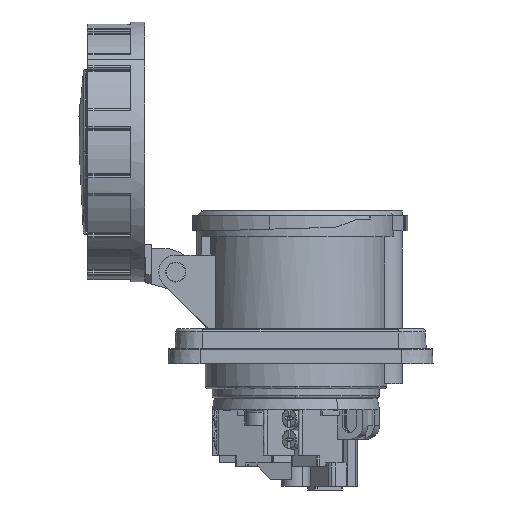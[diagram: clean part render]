
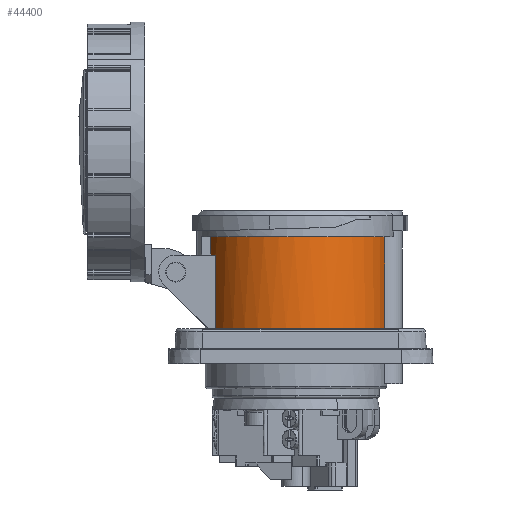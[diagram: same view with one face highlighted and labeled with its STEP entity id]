
A CAD part, left-side view. The second image highlights one B-rep face of the part: STEP entity #44400.
In plain terms, the highlighted cylindrical face has radius 38.5 mm (diameter 77 mm), a partial arc.
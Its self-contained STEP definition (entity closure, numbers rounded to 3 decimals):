
#296 = AXIS2_PLACEMENT_3D ( 'NONE', #1892, #9354, #1635 ) ;
#1501 = AXIS2_PLACEMENT_3D ( 'NONE', #18229, #5572, #47108 ) ;
#1635 = DIRECTION ( 'NONE',  ( 0., 1., 0. ) ) ;
#1892 = CARTESIAN_POINT ( 'NONE',  ( 0., 0., -49.624 ) ) ;
#2745 = VECTOR ( 'NONE', #35049, 1000. ) ;
#3761 = CARTESIAN_POINT ( 'NONE',  ( -13., 36.239, -18.374 ) ) ;
#4420 = ORIENTED_EDGE ( 'NONE', *, *, #19853, .T. ) ;
#4893 = LINE ( 'NONE', #51360, #52357 ) ;
#5572 = DIRECTION ( 'NONE',  ( 0., 0., 1. ) ) ;
#8159 = VERTEX_POINT ( 'NONE', #3761 ) ;
#9091 = CARTESIAN_POINT ( 'NONE',  ( 0., 0., -36.874 ) ) ;
#9354 = DIRECTION ( 'NONE',  ( 0., 0., 1. ) ) ;
#9429 = DIRECTION ( 'NONE',  ( 0., 1., 0. ) ) ;
#9720 = LINE ( 'NONE', #43298, #2745 ) ;
#9800 = ORIENTED_EDGE ( 'NONE', *, *, #25669, .T. ) ;
#11192 = CARTESIAN_POINT ( 'NONE',  ( -17.75, 34.164, -18.374 ) ) ;
#12463 = DIRECTION ( 'NONE',  ( 0., 0., -1. ) ) ;
#13398 = DIRECTION ( 'NONE',  ( 0., 0., -1. ) ) ;
#14302 = ORIENTED_EDGE ( 'NONE', *, *, #49232, .T. ) ;
#14669 = AXIS2_PLACEMENT_3D ( 'NONE', #9091, #43760, #22564 ) ;
#15904 = EDGE_CURVE ( 'NONE', #36946, #8159, #9720, .T. ) ;
#17877 = CYLINDRICAL_SURFACE ( 'NONE', #14669, 38.5 ) ;
#18229 = CARTESIAN_POINT ( 'NONE',  ( 0., 0., -18.374 ) ) ;
#19853 = EDGE_CURVE ( 'NONE', #25655, #41398, #35446, .T. ) ;
#21813 = CARTESIAN_POINT ( 'NONE',  ( 0., 0., -10.624 ) ) ;
#22356 = AXIS2_PLACEMENT_3D ( 'NONE', #21813, #12463, #9429 ) ;
#22564 = DIRECTION ( 'NONE',  ( 0., 1., 0. ) ) ;
#24470 = LINE ( 'NONE', #39291, #26106 ) ;
#25655 = VERTEX_POINT ( 'NONE', #38877 ) ;
#25669 = EDGE_CURVE ( 'NONE', #8159, #50262, #50693, .T. ) ;
#26106 = VECTOR ( 'NONE', #51093, 1000. ) ;
#27116 = EDGE_LOOP ( 'NONE', ( #32004, #4420, #27274, #14302, #36758, #9800 ) ) ;
#27274 = ORIENTED_EDGE ( 'NONE', *, *, #34554, .F. ) ;
#30278 = FACE_OUTER_BOUND ( 'NONE', #27116, .T. ) ;
#30335 = CARTESIAN_POINT ( 'NONE',  ( -7.987, -37.662, -10.624 ) ) ;
#31935 = CARTESIAN_POINT ( 'NONE',  ( -13., 36.239, -10.624 ) ) ;
#32004 = ORIENTED_EDGE ( 'NONE', *, *, #44752, .T. ) ;
#34554 = EDGE_CURVE ( 'NONE', #51584, #41398, #4893, .T. ) ;
#34705 = CIRCLE ( 'NONE', #22356, 38.5 ) ;
#35049 = DIRECTION ( 'NONE',  ( 0., 0., -1. ) ) ;
#35446 = CIRCLE ( 'NONE', #296, 38.5 ) ;
#36758 = ORIENTED_EDGE ( 'NONE', *, *, #15904, .T. ) ;
#36946 = VERTEX_POINT ( 'NONE', #31935 ) ;
#38877 = CARTESIAN_POINT ( 'NONE',  ( -17.75, 34.164, -49.624 ) ) ;
#39291 = CARTESIAN_POINT ( 'NONE',  ( -17.75, 34.164, -36.874 ) ) ;
#41398 = VERTEX_POINT ( 'NONE', #54181 ) ;
#43298 = CARTESIAN_POINT ( 'NONE',  ( -13., 36.239, -36.874 ) ) ;
#43760 = DIRECTION ( 'NONE',  ( 0., 0., 1. ) ) ;
#44400 = ADVANCED_FACE ( 'NONE', ( #30278 ), #17877, .T. ) ;
#44752 = EDGE_CURVE ( 'NONE', #50262, #25655, #24470, .T. ) ;
#47108 = DIRECTION ( 'NONE',  ( 0., 1., 0. ) ) ;
#49232 = EDGE_CURVE ( 'NONE', #51584, #36946, #34705, .T. ) ;
#50262 = VERTEX_POINT ( 'NONE', #11192 ) ;
#50693 = CIRCLE ( 'NONE', #1501, 38.5 ) ;
#51093 = DIRECTION ( 'NONE',  ( 0., 0., -1. ) ) ;
#51360 = CARTESIAN_POINT ( 'NONE',  ( -7.987, -37.662, 0.376 ) ) ;
#51584 = VERTEX_POINT ( 'NONE', #30335 ) ;
#52357 = VECTOR ( 'NONE', #13398, 1000. ) ;
#54181 = CARTESIAN_POINT ( 'NONE',  ( -7.987, -37.662, -49.624 ) ) ;
